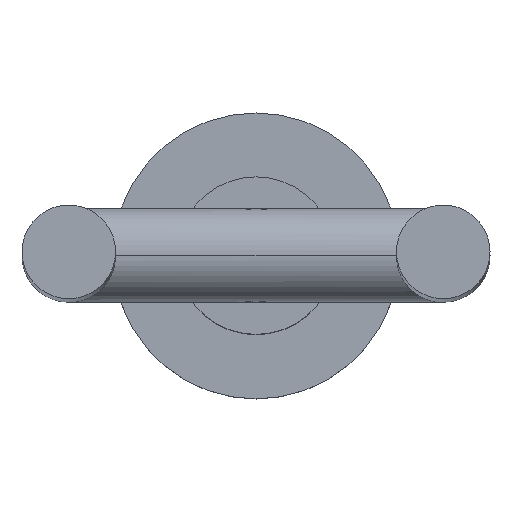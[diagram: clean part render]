
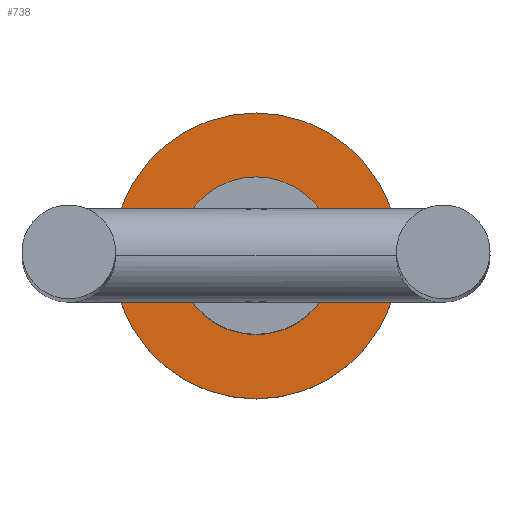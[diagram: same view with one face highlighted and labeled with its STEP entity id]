
A CAD part, top view. The second image highlights one B-rep face of the part: STEP entity #738.
In plain terms, the highlighted face is planar.
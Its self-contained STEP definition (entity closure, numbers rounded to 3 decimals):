
#18 = EDGE_CURVE ( 'NONE', #1006, #271, #705, .T. ) ;
#20 = DIRECTION ( 'NONE',  ( 0., 0., -1. ) ) ;
#22 = EDGE_LOOP ( 'NONE', ( #948, #305 ) ) ;
#62 = DIRECTION ( 'NONE',  ( 0., 0., -1. ) ) ;
#64 = CARTESIAN_POINT ( 'NONE',  ( 0., -9., 0. ) ) ;
#89 = EDGE_CURVE ( 'NONE', #271, #1006, #268, .T. ) ;
#99 = EDGE_CURVE ( 'NONE', #809, #974, #860, .T. ) ;
#127 = AXIS2_PLACEMENT_3D ( 'NONE', #654, #167, #62 ) ;
#161 = AXIS2_PLACEMENT_3D ( 'NONE', #64, #411, #345 ) ;
#167 = DIRECTION ( 'NONE',  ( 0., -1., 0. ) ) ;
#187 = AXIS2_PLACEMENT_3D ( 'NONE', #245, #347, #807 ) ;
#245 = CARTESIAN_POINT ( 'NONE',  ( 0., -9., 0. ) ) ;
#268 = CIRCLE ( 'NONE', #161, 27.5 ) ;
#271 = VERTEX_POINT ( 'NONE', #896 ) ;
#283 = CARTESIAN_POINT ( 'NONE',  ( 0., -9., 0. ) ) ;
#300 = CARTESIAN_POINT ( 'NONE',  ( 0., -9., -15.15 ) ) ;
#305 = ORIENTED_EDGE ( 'NONE', *, *, #89, .T. ) ;
#307 = CARTESIAN_POINT ( 'NONE',  ( 0., -9., -27.5 ) ) ;
#345 = DIRECTION ( 'NONE',  ( 0., 0., -1. ) ) ;
#347 = DIRECTION ( 'NONE',  ( 0., -1., 0. ) ) ;
#355 = EDGE_CURVE ( 'NONE', #974, #809, #430, .T. ) ;
#372 = CARTESIAN_POINT ( 'NONE',  ( 0., -9., 15.15 ) ) ;
#386 = DIRECTION ( 'NONE',  ( 0., -1., 0. ) ) ;
#408 = AXIS2_PLACEMENT_3D ( 'NONE', #869, #763, #761 ) ;
#411 = DIRECTION ( 'NONE',  ( 0., -1., 0. ) ) ;
#430 = CIRCLE ( 'NONE', #876, 15.15 ) ;
#449 = FACE_BOUND ( 'NONE', #582, .T. ) ;
#582 = EDGE_LOOP ( 'NONE', ( #829, #872 ) ) ;
#631 = FACE_OUTER_BOUND ( 'NONE', #22, .T. ) ;
#654 = CARTESIAN_POINT ( 'NONE',  ( 0., -9., 0. ) ) ;
#705 = CIRCLE ( 'NONE', #187, 27.5 ) ;
#738 = ADVANCED_FACE ( 'NONE', ( #631, #449 ), #776, .T. ) ;
#761 = DIRECTION ( 'NONE',  ( 0., 0., -1. ) ) ;
#763 = DIRECTION ( 'NONE',  ( 0., -1., 0. ) ) ;
#776 = PLANE ( 'NONE',  #408 ) ;
#807 = DIRECTION ( 'NONE',  ( 0., 0., -1. ) ) ;
#809 = VERTEX_POINT ( 'NONE', #372 ) ;
#829 = ORIENTED_EDGE ( 'NONE', *, *, #355, .F. ) ;
#860 = CIRCLE ( 'NONE', #127, 15.15 ) ;
#869 = CARTESIAN_POINT ( 'NONE',  ( 27.5, -9., 0. ) ) ;
#872 = ORIENTED_EDGE ( 'NONE', *, *, #99, .F. ) ;
#876 = AXIS2_PLACEMENT_3D ( 'NONE', #283, #386, #20 ) ;
#896 = CARTESIAN_POINT ( 'NONE',  ( 0., -9., 27.5 ) ) ;
#948 = ORIENTED_EDGE ( 'NONE', *, *, #18, .T. ) ;
#974 = VERTEX_POINT ( 'NONE', #300 ) ;
#1006 = VERTEX_POINT ( 'NONE', #307 ) ;
